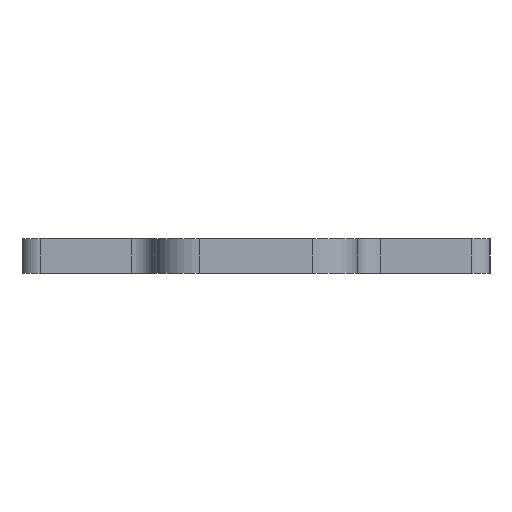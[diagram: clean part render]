
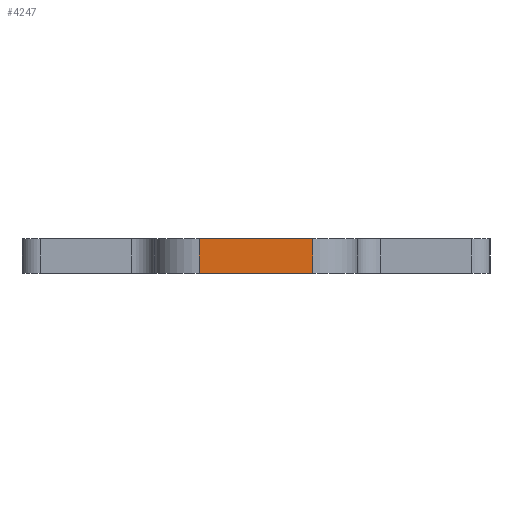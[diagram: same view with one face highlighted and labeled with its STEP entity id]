
A CAD part, left-side view. The second image highlights one B-rep face of the part: STEP entity #4247.
In plain terms, the highlighted planar face has unit normal (-1, 0, 0).
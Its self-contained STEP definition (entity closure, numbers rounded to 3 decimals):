
#4220 = VERTEX_POINT('',#4221);
#4221 = CARTESIAN_POINT('',(46.73,27.5,1.545));
#4228 = EDGE_CURVE('',#4229,#4220,#4231,.T.);
#4229 = VERTEX_POINT('',#4230);
#4230 = CARTESIAN_POINT('',(46.73,27.5,0.));
#4231 = LINE('',#4232,#4233);
#4232 = CARTESIAN_POINT('',(46.73,27.5,0.));
#4233 = VECTOR('',#4234,1.);
#4234 = DIRECTION('',(0.,0.,1.));
#4247 = ADVANCED_FACE('',(#4248),#4273,.F.);
#4248 = FACE_BOUND('',#4249,.F.);
#4249 = EDGE_LOOP('',(#4250,#4251,#4259,#4267));
#4250 = ORIENTED_EDGE('',*,*,#4228,.T.);
#4251 = ORIENTED_EDGE('',*,*,#4252,.T.);
#4252 = EDGE_CURVE('',#4220,#4253,#4255,.T.);
#4253 = VERTEX_POINT('',#4254);
#4254 = CARTESIAN_POINT('',(46.73,22.5,1.545));
#4255 = LINE('',#4256,#4257);
#4256 = CARTESIAN_POINT('',(46.73,27.5,1.545));
#4257 = VECTOR('',#4258,1.);
#4258 = DIRECTION('',(0.,-1.,0.));
#4259 = ORIENTED_EDGE('',*,*,#4260,.F.);
#4260 = EDGE_CURVE('',#4261,#4253,#4263,.T.);
#4261 = VERTEX_POINT('',#4262);
#4262 = CARTESIAN_POINT('',(46.73,22.5,0.));
#4263 = LINE('',#4264,#4265);
#4264 = CARTESIAN_POINT('',(46.73,22.5,0.));
#4265 = VECTOR('',#4266,1.);
#4266 = DIRECTION('',(0.,0.,1.));
#4267 = ORIENTED_EDGE('',*,*,#4268,.F.);
#4268 = EDGE_CURVE('',#4229,#4261,#4269,.T.);
#4269 = LINE('',#4270,#4271);
#4270 = CARTESIAN_POINT('',(46.73,27.5,0.));
#4271 = VECTOR('',#4272,1.);
#4272 = DIRECTION('',(0.,-1.,0.));
#4273 = PLANE('',#4274);
#4274 = AXIS2_PLACEMENT_3D('',#4275,#4276,#4277);
#4275 = CARTESIAN_POINT('',(46.73,27.5,0.));
#4276 = DIRECTION('',(1.,0.,0.));
#4277 = DIRECTION('',(0.,-1.,0.));
